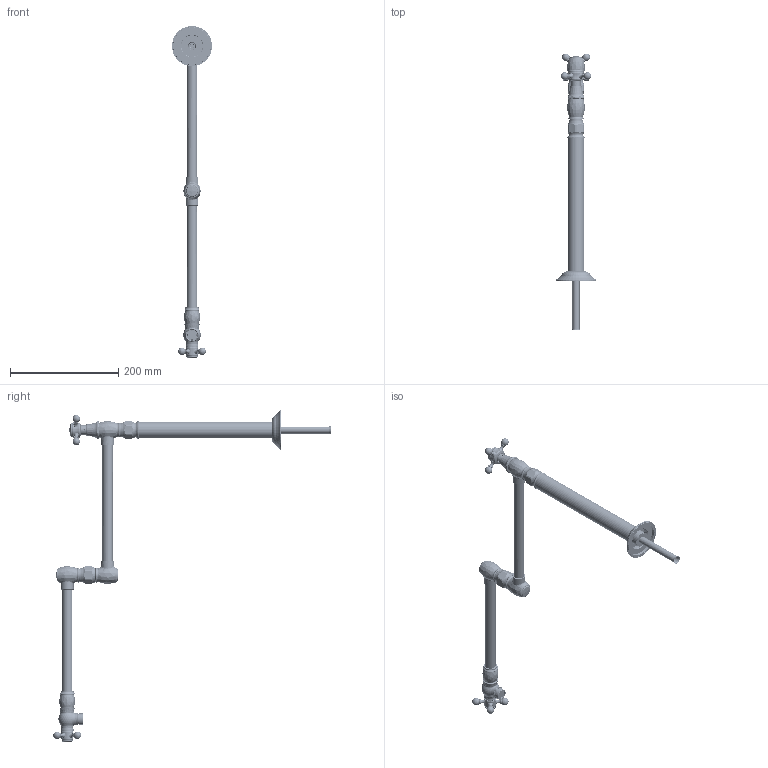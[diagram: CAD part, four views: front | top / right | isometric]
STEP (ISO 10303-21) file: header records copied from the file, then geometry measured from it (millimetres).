
FILE_DESCRIPTION((''),'2;1');
FILE_NAME('9483_ASM','2010-10-22T',('project'),(''),'PRO/ENGINEER BY PARAMETRIC TECHNOLOGY CORPORATION, 2009300','PRO/ENGINEER BY PARAMETRIC TECHNOLOGY CORPORATION, 2009300','');
FILE_SCHEMA(('CONFIG_CONTROL_DESIGN'));
Length unit declared in the file: inch
Products named in the file (38): 11310; 91423; 11311; 91424; 11297; 11294; 11298; 91079; 91383; 2-551_ASM; 11296; 11295; 11293; 11333; 11346; 91293; 2-518_ASM; 2-549_ASM; 50736; 10136; 2-544_ASM; 10331; 10135; 92000; 2-173_ASM; 10178; 98036; 1-107_ASM; 2-142_ASM; 11312_AF0; 11300_AF0; 91427_AF0; 2-555_AF0_ASM; 92229_AF0; 10013_AF0; 1-134; 1-002; 9483_ASM
Assembly tree (53 placements, depth 4):
  9483_ASM
    2-551_ASM
      11310
      91423
      11311
      91424
      11297
      11294
      11298
      91079  x2
      91383
    2-549_ASM
      11296
      91424
      91423
      11297
      11295
      11294
      91383
      91079  x2
      11293
      2-518_ASM
        11333
        11346
        91293
    2-544_ASM
      50736
      10136  x4
    10331
    2-142_ASM
      2-173_ASM
        10135
        10136  x4
        92000  x2
      1-107_ASM
        10178
        98036
    11312_AF0
    2-555_AF0_ASM
      11300_AF0
      91427_AF0
    92229_AF0
    10013_AF0
    1-134
    1-002
Bounding box: 74.17 x 513.67 x 614.5 mm (x, y, z)
Volume: 422351.1 mm3; surface area: 307644.1 mm2
Topology: 46 solids, 89 shells, 3513 faces, 9117 edges, 5772 vertices
Faces by surface type: cylinder 1374, plane 724, bspline 632, cone 417, torus 313, sphere 45, revolution 4, extrusion 4
Entity records: 190236 total; most frequent: CARTESIAN_POINT 125634, ORIENTED_EDGE 14465, DIRECTION 11479, EDGE_CURVE 7329, VERTEX_POINT 4686, AXIS2_PLACEMENT_3D 4542, EDGE_LOOP 2979, B_SPLINE_CURVE_WITH_KNOTS 2841
